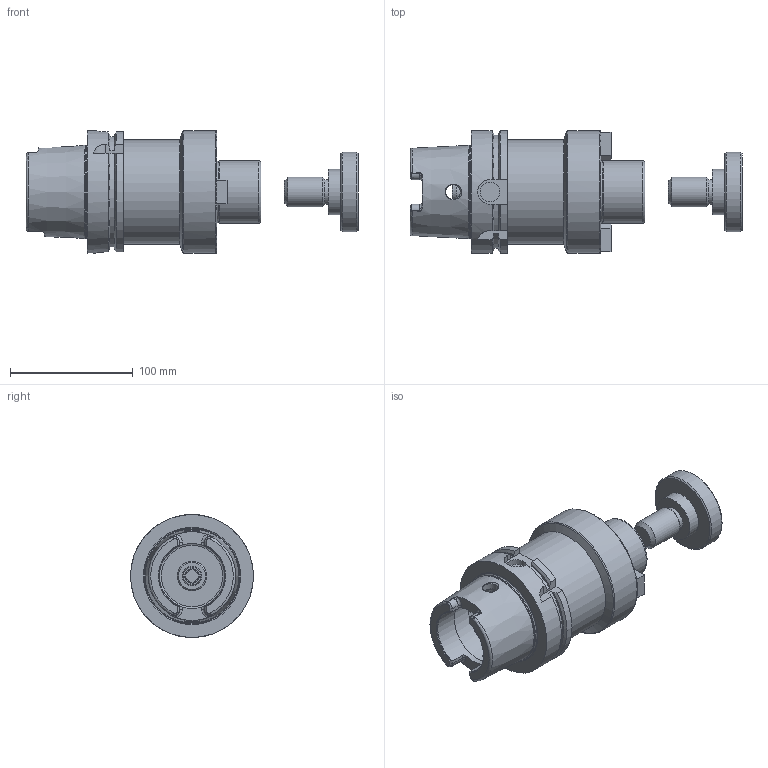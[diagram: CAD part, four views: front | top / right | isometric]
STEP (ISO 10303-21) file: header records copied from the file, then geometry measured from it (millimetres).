
FILE_DESCRIPTION((''),'2;1');
FILE_NAME('535017650105-3D.stp','2020-05-05T18:09:18',('nttooll'),(''),'Autodesk Inventor 2012','Autodesk Inventor 2012','');
FILE_SCHEMA(('AUTOMOTIVE_DESIGN { 1 0 10303 214 1 1 1 1 }'));
Length unit declared in the file: millimetre
Products named in the file (1): 535017650105-3D
Bounding box: 270 x 100 x 100 mm (x, y, z)
Volume: 844880.2 mm3; surface area: 109786.5 mm2
Topology: 2 solids, 2 shells, 202 faces, 501 edges, 317 vertices
Faces by surface type: plane 75, cylinder 59, cone 50, torus 18
Full cylindrical faces by diameter (mm): 7 x3, 7.4 x3, 10 x1, 12 x3, 15.3 x1, 16 x2, 19 x1, 20.3 x1, 21.3 x1, 21.939 x1, 24 x3, 37 x1, 50.4 x1, 50.8 x1, 53 x1, 53.8 x1, 63 x1, 65 x1, 75.3 x1, 85 x1, 99.6 x1, 100 x1
Entity records: 6213 total; most frequent: CARTESIAN_POINT 1763, DIRECTION 921, ORIENTED_EDGE 852, EDGE_CURVE 426, AXIS2_PLACEMENT_3D 388, VERTEX_POINT 300, EDGE_LOOP 286, FACE_OUTER_BOUND 202
